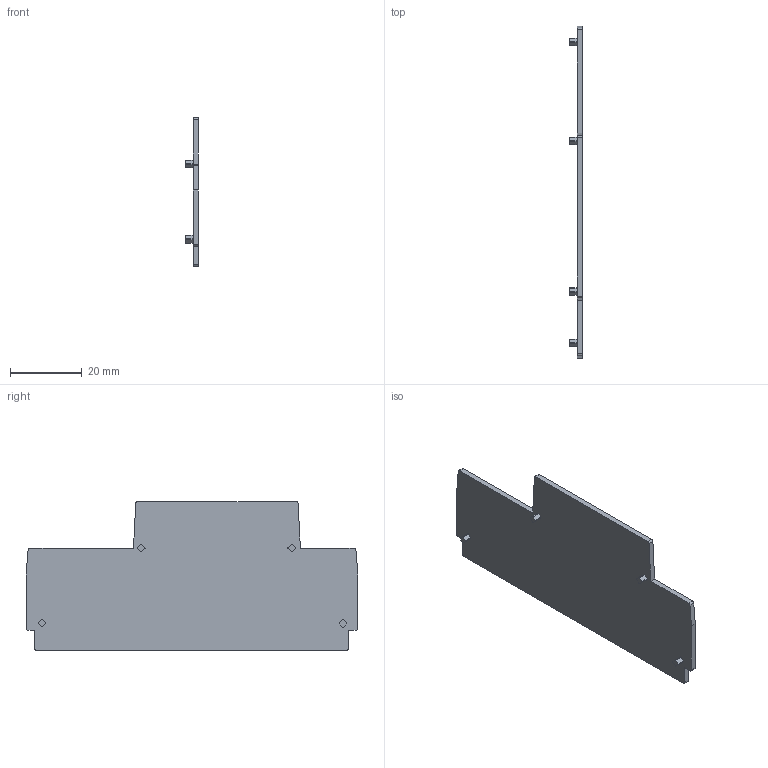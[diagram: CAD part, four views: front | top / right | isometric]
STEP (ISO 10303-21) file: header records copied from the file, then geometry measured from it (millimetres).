
FILE_DESCRIPTION(('CATIA V5 STEP Exchange','CAx-IF Rec.Pracs.--- Model Styling and Organization---1.4--- 2014-01-23'),'2;1');
FILE_NAME ('026559-3_1', '2021-11-05T08:45:08+00:00', ('none'), ('Weidmueller'), 'CATIA Version 5-6 Release 2016 SP3 HF44', 'CATIA V5 STEP AP214', 'none');
FILE_SCHEMA(('AUTOMOTIVE_DESIGN { 1 0 10303 214 1 1 1 1 }'));
Length unit declared in the file: millimetre
Products named in the file (1): 1924910000
Bounding box: 3.6 x 92.6 x 41.5 mm (x, y, z)
Volume: 4824.4 mm3; surface area: 6851.3 mm2
Topology: 1 solids, 1 shells, 60 faces, 162 edges, 108 vertices
Faces by surface type: plane 36, cylinder 24
Entity records: 1843 total; most frequent: CARTESIAN_POINT 326, ORIENTED_EDGE 324, DIRECTION 272, EDGE_CURVE 162, VECTOR 114, LINE 114, VERTEX_POINT 108, AXIS2_PLACEMENT_3D 104
